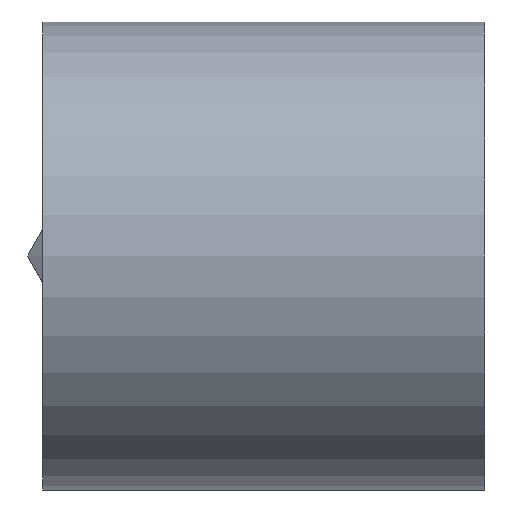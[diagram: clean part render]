
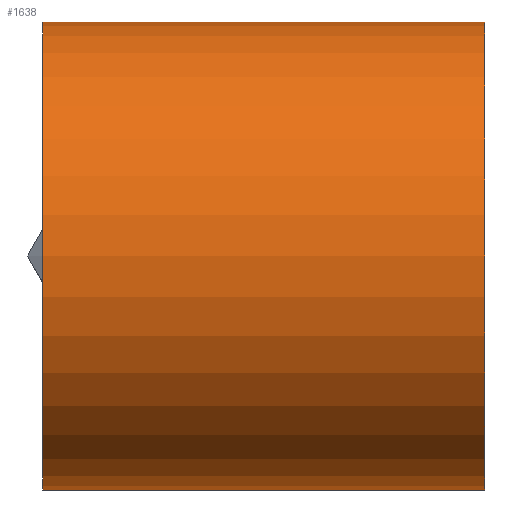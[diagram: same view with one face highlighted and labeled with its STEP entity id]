
A CAD part, left-side view. The second image highlights one B-rep face of the part: STEP entity #1638.
In plain terms, the highlighted cylindrical face has radius 9 mm (diameter 18 mm), a partial arc.
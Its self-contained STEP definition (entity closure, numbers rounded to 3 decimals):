
#9 = VECTOR ( 'NONE', #1952, 1000. ) ;
#69 = ORIENTED_EDGE ( 'NONE', *, *, #1619, .T. ) ;
#70 = ORIENTED_EDGE ( 'NONE', *, *, #1620, .T. ) ;
#71 = ORIENTED_EDGE ( 'NONE', *, *, #1602, .F. ) ;
#72 = ORIENTED_EDGE ( 'NONE', *, *, #1599, .T. ) ;
#361 = LINE ( 'NONE', #1951, #9 ) ;
#362 = LINE ( 'NONE', #1959, #1286 ) ;
#377 = CYLINDRICAL_SURFACE ( 'NONE', #1235, 9. ) ;
#381 = FACE_OUTER_BOUND ( 'NONE', #1137, .T. ) ;
#855 = CARTESIAN_POINT ( 'NONE',  ( 0., 7.5, 0. ) ) ;
#856 = DIRECTION ( 'NONE',  ( 0., -1., 0. ) ) ;
#857 = DIRECTION ( 'NONE',  ( 1., 0., 0. ) ) ;
#858 = CARTESIAN_POINT ( 'NONE',  ( 0., -9.5, 0. ) ) ;
#859 = DIRECTION ( 'NONE',  ( 0., 1., 0. ) ) ;
#860 = DIRECTION ( 'NONE',  ( -1., 0., 0. ) ) ;
#905 = CARTESIAN_POINT ( 'NONE',  ( 0., 13.586, 0. ) ) ;
#906 = DIRECTION ( 'NONE',  ( 0., 1., 0. ) ) ;
#907 = DIRECTION ( 'NONE',  ( 0., 0., 1. ) ) ;
#1137 = EDGE_LOOP ( 'NONE', ( #71, #70, #72, #69 ) ) ;
#1235 = AXIS2_PLACEMENT_3D ( 'NONE', #905, #906, #907 ) ;
#1256 = AXIS2_PLACEMENT_3D ( 'NONE', #858, #859, #860 ) ;
#1259 = AXIS2_PLACEMENT_3D ( 'NONE', #855, #856, #857 ) ;
#1260 = CIRCLE ( 'NONE', #1256, 9. ) ;
#1281 = CIRCLE ( 'NONE', #1259, 9. ) ;
#1286 = VECTOR ( 'NONE', #1960, 1000. ) ;
#1502 = VERTEX_POINT ( 'NONE', #1743 ) ;
#1505 = VERTEX_POINT ( 'NONE', #1746 ) ;
#1506 = VERTEX_POINT ( 'NONE', #1747 ) ;
#1509 = VERTEX_POINT ( 'NONE', #1750 ) ;
#1599 = EDGE_CURVE ( 'NONE', #1502, #1509, #361, .T. ) ;
#1602 = EDGE_CURVE ( 'NONE', #1505, #1506, #362, .T. ) ;
#1619 = EDGE_CURVE ( 'NONE', #1509, #1506, #1281, .T. ) ;
#1620 = EDGE_CURVE ( 'NONE', #1505, #1502, #1260, .T. ) ;
#1638 = ADVANCED_FACE ( 'NONE', ( #381 ), #377, .T. ) ;
#1743 = CARTESIAN_POINT ( 'NONE',  ( 0., -9.5, 9. ) ) ;
#1746 = CARTESIAN_POINT ( 'NONE',  ( 0., -9.5, -9. ) ) ;
#1747 = CARTESIAN_POINT ( 'NONE',  ( 0., 7.5, -9. ) ) ;
#1750 = CARTESIAN_POINT ( 'NONE',  ( 0., 7.5, 9. ) ) ;
#1951 = CARTESIAN_POINT ( 'NONE',  ( 0., 13.586, 9. ) ) ;
#1952 = DIRECTION ( 'NONE',  ( 0., 1., 0. ) ) ;
#1959 = CARTESIAN_POINT ( 'NONE',  ( 0., 13.586, -9. ) ) ;
#1960 = DIRECTION ( 'NONE',  ( 0., 1., 0. ) ) ;
